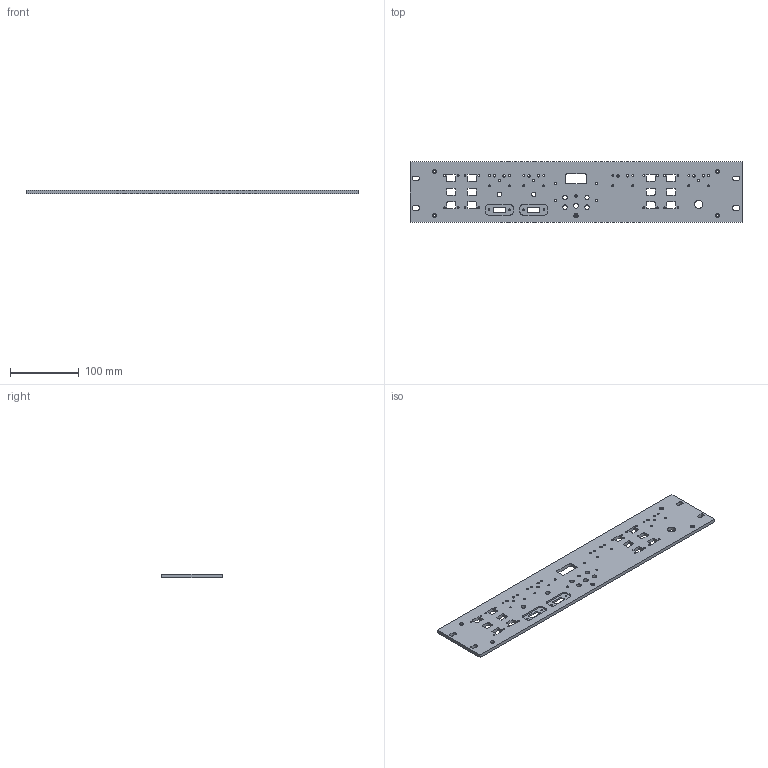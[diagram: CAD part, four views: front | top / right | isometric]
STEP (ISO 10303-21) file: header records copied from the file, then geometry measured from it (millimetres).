
FILE_DESCRIPTION(('FreeCAD Model'),'2;1');
FILE_NAME('Open CASCADE Shape Model','2025-03-13T20:43:20',(''),(''), 'Open CASCADE STEP processor 7.7','FreeCAD','Unknown');
FILE_SCHEMA(('AUTOMOTIVE_DESIGN { 1 0 10303 214 1 1 1 1 }'));
Length unit declared in the file: millimetre
Products named in the file (1): body_front_panel
Bounding box: 483 x 88 x 5 mm (x, y, z)
Volume: 193865.9 mm3; surface area: 92247.5 mm2
Topology: 1 solids, 1 shells, 235 faces, 678 edges, 452 vertices
Faces by surface type: cylinder 146, plane 89
Full cylindrical faces by diameter (mm): 2.6 x36, 3 x5, 3.1 x4, 3.5 x12, 6 x6, 6.5 x5, 7.1 x1, 12 x1
Entity records: 8202 total; most frequent: DIRECTION 1442, CARTESIAN_POINT 1366, ORIENTED_EDGE 1356, EDGE_CURVE 678, AXIS2_PLACEMENT_3D 528, VERTEX_POINT 452, FACE_BOUND 410, EDGE_LOOP 410
